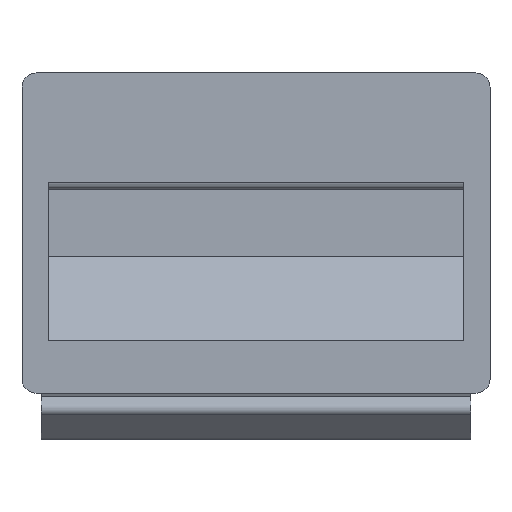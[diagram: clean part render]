
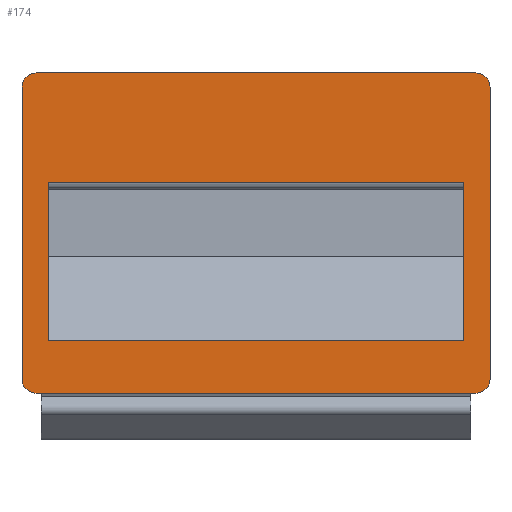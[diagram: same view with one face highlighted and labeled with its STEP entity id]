
A CAD part, top view. The second image highlights one B-rep face of the part: STEP entity #174.
In plain terms, the highlighted planar face has unit normal (0, 0, 1).
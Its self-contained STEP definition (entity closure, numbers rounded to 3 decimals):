
#174 = ADVANCED_FACE( '', ( #360, #361 ), #362, .F. );
#360 = FACE_OUTER_BOUND( '', #553, .T. );
#361 = FACE_BOUND( '', #554, .T. );
#362 = PLANE( '', #555 );
#553 = EDGE_LOOP( '', ( #1017, #1018, #1019, #1020, #1021, #1022, #1023, #1024 ) );
#554 = EDGE_LOOP( '', ( #1025, #1026, #1027, #1028 ) );
#555 = AXIS2_PLACEMENT_3D( '', #1029, #1030, #1031 );
#1017 = ORIENTED_EDGE( '', *, *, #1217, .F. );
#1018 = ORIENTED_EDGE( '', *, *, #1209, .T. );
#1019 = ORIENTED_EDGE( '', *, *, #1354, .T. );
#1020 = ORIENTED_EDGE( '', *, *, #1311, .T. );
#1021 = ORIENTED_EDGE( '', *, *, #1369, .T. );
#1022 = ORIENTED_EDGE( '', *, *, #1370, .T. );
#1023 = ORIENTED_EDGE( '', *, *, #1204, .T. );
#1024 = ORIENTED_EDGE( '', *, *, #1344, .T. );
#1025 = ORIENTED_EDGE( '', *, *, #1226, .T. );
#1026 = ORIENTED_EDGE( '', *, *, #1371, .T. );
#1027 = ORIENTED_EDGE( '', *, *, #1372, .F. );
#1028 = ORIENTED_EDGE( '', *, *, #1373, .T. );
#1029 = CARTESIAN_POINT( '', ( 118., 28., 22.5 ) );
#1030 = DIRECTION( '', ( 0., 0., -1. ) );
#1031 = DIRECTION( '', ( -1., 0., 0. ) );
#1204 = EDGE_CURVE( '', #1456, #1457, #1458, .T. );
#1209 = EDGE_CURVE( '', #1465, #1466, #1467, .T. );
#1217 = EDGE_CURVE( '', #1465, #1477, #1478, .T. );
#1226 = EDGE_CURVE( '', #1494, #1492, #1495, .T. );
#1311 = EDGE_CURVE( '', #1629, #1630, #1631, .T. );
#1344 = EDGE_CURVE( '', #1457, #1477, #1670, .T. );
#1354 = EDGE_CURVE( '', #1466, #1629, #1684, .T. );
#1369 = EDGE_CURVE( '', #1630, #1700, #1701, .T. );
#1370 = EDGE_CURVE( '', #1700, #1456, #1702, .T. );
#1371 = EDGE_CURVE( '', #1492, #1703, #1704, .T. );
#1372 = EDGE_CURVE( '', #1705, #1703, #1706, .T. );
#1373 = EDGE_CURVE( '', #1705, #1494, #1707, .T. );
#1456 = VERTEX_POINT( '', #1814 );
#1457 = VERTEX_POINT( '', #1815 );
#1458 = LINE( '', #1816, #1817 );
#1465 = VERTEX_POINT( '', #1827 );
#1466 = VERTEX_POINT( '', #1828 );
#1467 = CIRCLE( '', #1829, 4. );
#1477 = VERTEX_POINT( '', #1843 );
#1478 = LINE( '', #1844, #1845 );
#1492 = VERTEX_POINT( '', #1865 );
#1494 = VERTEX_POINT( '', #1868 );
#1495 = LINE( '', #1869, #1870 );
#1629 = VERTEX_POINT( '', #2059 );
#1630 = VERTEX_POINT( '', #2060 );
#1631 = CIRCLE( '', #2061, 4. );
#1670 = CIRCLE( '', #2117, 4. );
#1684 = LINE( '', #2136, #2137 );
#1700 = VERTEX_POINT( '', #2160 );
#1701 = LINE( '', #2161, #2162 );
#1702 = CIRCLE( '', #2163, 4. );
#1703 = VERTEX_POINT( '', #2164 );
#1704 = LINE( '', #2165, #2166 );
#1705 = VERTEX_POINT( '', #2167 );
#1706 = LINE( '', #2168, #2169 );
#1707 = LINE( '', #2170, #2171 );
#1814 = CARTESIAN_POINT( '', ( -7.5, 100., 22.5 ) );
#1815 = CARTESIAN_POINT( '', ( -7.5, 17., 22.5 ) );
#1816 = CARTESIAN_POINT( '', ( -7.5, 100., 22.5 ) );
#1817 = VECTOR( '', #2240, 1000. );
#1827 = CARTESIAN_POINT( '', ( 121.5, 13., 22.5 ) );
#1828 = CARTESIAN_POINT( '', ( 125.5, 17., 22.5 ) );
#1829 = AXIS2_PLACEMENT_3D( '', #2244, #2245, #2246 );
#1843 = CARTESIAN_POINT( '', ( -3.5, 13., 22.5 ) );
#1844 = CARTESIAN_POINT( '', ( 118., 13., 22.5 ) );
#1845 = VECTOR( '', #2254, 1000. );
#1865 = CARTESIAN_POINT( '', ( 0., 28., 22.5 ) );
#1868 = CARTESIAN_POINT( '', ( 118., 28., 22.5 ) );
#1869 = CARTESIAN_POINT( '', ( 118., 28., 22.5 ) );
#1870 = VECTOR( '', #2262, 1000. );
#2059 = CARTESIAN_POINT( '', ( 125.5, 100., 22.5 ) );
#2060 = CARTESIAN_POINT( '', ( 121.5, 104., 22.5 ) );
#2061 = AXIS2_PLACEMENT_3D( '', #2354, #2355, #2356 );
#2117 = AXIS2_PLACEMENT_3D( '', #2389, #2390, #2391 );
#2136 = CARTESIAN_POINT( '', ( 125.5, 17., 22.5 ) );
#2137 = VECTOR( '', #2400, 1000. );
#2160 = CARTESIAN_POINT( '', ( -3.5, 104., 22.5 ) );
#2161 = CARTESIAN_POINT( '', ( 118., 104., 22.5 ) );
#2162 = VECTOR( '', #2411, 1000. );
#2163 = AXIS2_PLACEMENT_3D( '', #2412, #2413, #2414 );
#2164 = CARTESIAN_POINT( '', ( 0., 73., 22.5 ) );
#2165 = CARTESIAN_POINT( '', ( 0., 13., 22.5 ) );
#2166 = VECTOR( '', #2415, 1000. );
#2167 = CARTESIAN_POINT( '', ( 118., 73., 22.5 ) );
#2168 = CARTESIAN_POINT( '', ( 118., 73., 22.5 ) );
#2169 = VECTOR( '', #2416, 1000. );
#2170 = CARTESIAN_POINT( '', ( 118., 104., 22.5 ) );
#2171 = VECTOR( '', #2417, 1000. );
#2240 = DIRECTION( '', ( 0., -1., 0. ) );
#2244 = CARTESIAN_POINT( '', ( 121.5, 17., 22.5 ) );
#2245 = DIRECTION( '', ( 0., 0., 1. ) );
#2246 = DIRECTION( '', ( 1., 0., 0. ) );
#2254 = DIRECTION( '', ( -1., 0., 0. ) );
#2262 = DIRECTION( '', ( -1., 0., 0. ) );
#2354 = CARTESIAN_POINT( '', ( 121.5, 100., 22.5 ) );
#2355 = DIRECTION( '', ( 0., 0., 1. ) );
#2356 = DIRECTION( '', ( 1., 0., 0. ) );
#2389 = CARTESIAN_POINT( '', ( -3.5, 17., 22.5 ) );
#2390 = DIRECTION( '', ( 0., 0., 1. ) );
#2391 = DIRECTION( '', ( 1., 0., 0. ) );
#2400 = DIRECTION( '', ( 0., 1., 0. ) );
#2411 = DIRECTION( '', ( -1., 0., 0. ) );
#2412 = CARTESIAN_POINT( '', ( -3.5, 100., 22.5 ) );
#2413 = DIRECTION( '', ( 0., 0., 1. ) );
#2414 = DIRECTION( '', ( 1., 0., 0. ) );
#2415 = DIRECTION( '', ( 0., 1., 0. ) );
#2416 = DIRECTION( '', ( -1., 0., 0. ) );
#2417 = DIRECTION( '', ( 0., -1., 0. ) );
